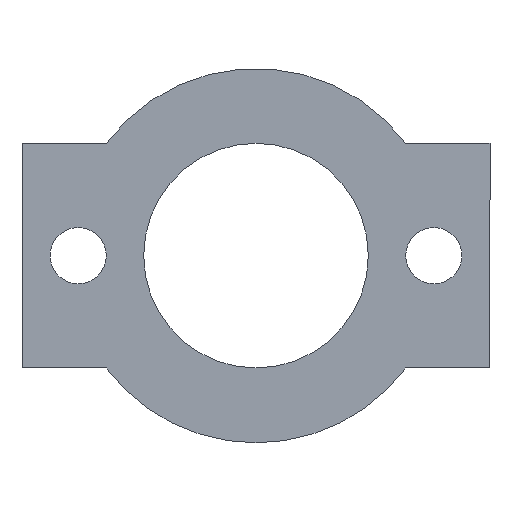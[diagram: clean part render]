
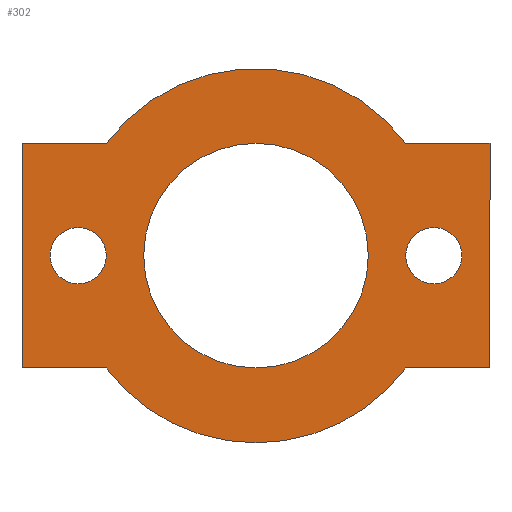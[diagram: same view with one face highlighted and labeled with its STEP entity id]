
A CAD part, front view. The second image highlights one B-rep face of the part: STEP entity #302.
In plain terms, the highlighted planar face has unit normal (0, -1, 0).
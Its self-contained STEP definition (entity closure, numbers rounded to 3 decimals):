
#6 = VECTOR ( 'NONE', #137, 1000. ) ;
#7 = EDGE_CURVE ( 'NONE', #343, #145, #291, .T. ) ;
#13 = AXIS2_PLACEMENT_3D ( 'NONE', #39, #213, #586 ) ;
#24 = ORIENTED_EDGE ( 'NONE', *, *, #242, .T. ) ;
#30 = CARTESIAN_POINT ( 'NONE',  ( 9.5, 0., 1.5 ) ) ;
#32 = AXIS2_PLACEMENT_3D ( 'NONE', #431, #341, #211 ) ;
#37 = ORIENTED_EDGE ( 'NONE', *, *, #180, .F. ) ;
#39 = CARTESIAN_POINT ( 'NONE',  ( 9.5, 0., 0. ) ) ;
#46 = CARTESIAN_POINT ( 'NONE',  ( 8., 0., 6. ) ) ;
#48 = EDGE_CURVE ( 'NONE', #63, #98, #152, .T. ) ;
#49 = DIRECTION ( 'NONE',  ( 0., 0., 1. ) ) ;
#57 = CARTESIAN_POINT ( 'NONE',  ( 12.5, 0., -6. ) ) ;
#63 = VERTEX_POINT ( 'NONE', #435 ) ;
#66 = CARTESIAN_POINT ( 'NONE',  ( -9.5, 0., 1.5 ) ) ;
#67 = EDGE_CURVE ( 'NONE', #265, #344, #112, .T. ) ;
#72 = CIRCLE ( 'NONE', #244, 6. ) ;
#75 = LINE ( 'NONE', #221, #317 ) ;
#77 = ORIENTED_EDGE ( 'NONE', *, *, #373, .F. ) ;
#78 = CARTESIAN_POINT ( 'NONE',  ( 0., 0., 0. ) ) ;
#83 = AXIS2_PLACEMENT_3D ( 'NONE', #78, #305, #119 ) ;
#88 = DIRECTION ( 'NONE',  ( 0., 0., 1. ) ) ;
#89 = ORIENTED_EDGE ( 'NONE', *, *, #7, .F. ) ;
#91 = ORIENTED_EDGE ( 'NONE', *, *, #187, .T. ) ;
#92 = AXIS2_PLACEMENT_3D ( 'NONE', #541, #365, #88 ) ;
#96 = ORIENTED_EDGE ( 'NONE', *, *, #498, .F. ) ;
#98 = VERTEX_POINT ( 'NONE', #30 ) ;
#104 = CARTESIAN_POINT ( 'NONE',  ( -12.5, 0., -6. ) ) ;
#110 = DIRECTION ( 'NONE',  ( 1., 0., 0. ) ) ;
#112 = CIRCLE ( 'NONE', #83, 6. ) ;
#113 = DIRECTION ( 'NONE',  ( 0., 0., 1. ) ) ;
#119 = DIRECTION ( 'NONE',  ( 0., 0., 1. ) ) ;
#120 = DIRECTION ( 'NONE',  ( 0., 1., 0. ) ) ;
#132 = CIRCLE ( 'NONE', #378, 1.5 ) ;
#137 = DIRECTION ( 'NONE',  ( -1., 0., 0. ) ) ;
#141 = DIRECTION ( 'NONE',  ( 0., 1., 0. ) ) ;
#144 = ORIENTED_EDGE ( 'NONE', *, *, #585, .F. ) ;
#145 = VERTEX_POINT ( 'NONE', #46 ) ;
#148 = DIRECTION ( 'NONE',  ( 0., 0., 1. ) ) ;
#152 = CIRCLE ( 'NONE', #13, 1.5 ) ;
#154 = ORIENTED_EDGE ( 'NONE', *, *, #359, .F. ) ;
#158 = DIRECTION ( 'NONE',  ( 1., 0., 0. ) ) ;
#159 = LINE ( 'NONE', #57, #284 ) ;
#164 = EDGE_LOOP ( 'NONE', ( #465, #200 ) ) ;
#174 = EDGE_LOOP ( 'NONE', ( #375, #323 ) ) ;
#180 = EDGE_CURVE ( 'NONE', #235, #402, #75, .T. ) ;
#184 = CIRCLE ( 'NONE', #333, 1.5 ) ;
#185 = CARTESIAN_POINT ( 'NONE',  ( -12.5, 0., 6. ) ) ;
#187 = EDGE_CURVE ( 'NONE', #565, #198, #307, .T. ) ;
#191 = EDGE_LOOP ( 'NONE', ( #24, #91 ) ) ;
#196 = FACE_BOUND ( 'NONE', #191, .T. ) ;
#198 = VERTEX_POINT ( 'NONE', #500 ) ;
#199 = CARTESIAN_POINT ( 'NONE',  ( 0., 0., -10. ) ) ;
#200 = ORIENTED_EDGE ( 'NONE', *, *, #274, .T. ) ;
#203 = VECTOR ( 'NONE', #158, 1000. ) ;
#211 = DIRECTION ( 'NONE',  ( 0., 0., 1. ) ) ;
#213 = DIRECTION ( 'NONE',  ( 0., 1., 0. ) ) ;
#219 = CARTESIAN_POINT ( 'NONE',  ( -8., 0., -6. ) ) ;
#221 = CARTESIAN_POINT ( 'NONE',  ( -12.5, 0., -6. ) ) ;
#230 = CARTESIAN_POINT ( 'NONE',  ( 9.5, 0., 0. ) ) ;
#235 = VERTEX_POINT ( 'NONE', #219 ) ;
#242 = EDGE_CURVE ( 'NONE', #198, #565, #132, .T. ) ;
#243 = CARTESIAN_POINT ( 'NONE',  ( 12.5, 0., 6. ) ) ;
#244 = AXIS2_PLACEMENT_3D ( 'NONE', #428, #574, #113 ) ;
#249 = DIRECTION ( 'NONE',  ( 0., 0., 1. ) ) ;
#257 = DIRECTION ( 'NONE',  ( 0., 1., 0. ) ) ;
#259 = VERTEX_POINT ( 'NONE', #464 ) ;
#265 = VERTEX_POINT ( 'NONE', #275 ) ;
#274 = EDGE_CURVE ( 'NONE', #98, #63, #184, .T. ) ;
#275 = CARTESIAN_POINT ( 'NONE',  ( 0., 0., 6. ) ) ;
#279 = PLANE ( 'NONE',  #300 ) ;
#283 = DIRECTION ( 'NONE',  ( 0., 1., 0. ) ) ;
#284 = VECTOR ( 'NONE', #335, 1000. ) ;
#285 = CARTESIAN_POINT ( 'NONE',  ( 8., 0., -6. ) ) ;
#291 = CIRCLE ( 'NONE', #312, 10. ) ;
#300 = AXIS2_PLACEMENT_3D ( 'NONE', #328, #557, #148 ) ;
#302 = ADVANCED_FACE ( 'NONE', ( #196, #570, #470, #414 ), #279, .F. ) ;
#305 = DIRECTION ( 'NONE',  ( 0., 1., 0. ) ) ;
#307 = CIRCLE ( 'NONE', #92, 1.5 ) ;
#311 = ORIENTED_EDGE ( 'NONE', *, *, #553, .F. ) ;
#312 = AXIS2_PLACEMENT_3D ( 'NONE', #346, #257, #576 ) ;
#317 = VECTOR ( 'NONE', #450, 1000. ) ;
#323 = ORIENTED_EDGE ( 'NONE', *, *, #67, .T. ) ;
#328 = CARTESIAN_POINT ( 'NONE',  ( 0., 0., 0. ) ) ;
#333 = AXIS2_PLACEMENT_3D ( 'NONE', #230, #283, #551 ) ;
#334 = EDGE_CURVE ( 'NONE', #432, #591, #429, .T. ) ;
#335 = DIRECTION ( 'NONE',  ( 0., 0., -1. ) ) ;
#337 = CARTESIAN_POINT ( 'NONE',  ( 12.5, 0., -6. ) ) ;
#341 = DIRECTION ( 'NONE',  ( 0., 1., 0. ) ) ;
#343 = VERTEX_POINT ( 'NONE', #509 ) ;
#344 = VERTEX_POINT ( 'NONE', #412 ) ;
#346 = CARTESIAN_POINT ( 'NONE',  ( 0., 0., 0. ) ) ;
#348 = DIRECTION ( 'NONE',  ( 0., 0., 1. ) ) ;
#359 = EDGE_CURVE ( 'NONE', #259, #343, #533, .T. ) ;
#365 = DIRECTION ( 'NONE',  ( 0., 1., 0. ) ) ;
#370 = CARTESIAN_POINT ( 'NONE',  ( -9.5, 0., 0. ) ) ;
#373 = EDGE_CURVE ( 'NONE', #411, #432, #159, .T. ) ;
#375 = ORIENTED_EDGE ( 'NONE', *, *, #580, .T. ) ;
#378 = AXIS2_PLACEMENT_3D ( 'NONE', #370, #141, #49 ) ;
#385 = CARTESIAN_POINT ( 'NONE',  ( 8., 0., 6. ) ) ;
#402 = VERTEX_POINT ( 'NONE', #104 ) ;
#411 = VERTEX_POINT ( 'NONE', #243 ) ;
#412 = CARTESIAN_POINT ( 'NONE',  ( 0., 0., -6. ) ) ;
#414 = FACE_BOUND ( 'NONE', #164, .T. ) ;
#419 = CARTESIAN_POINT ( 'NONE',  ( -12.5, 0., -6. ) ) ;
#426 = CIRCLE ( 'NONE', #32, 10. ) ;
#428 = CARTESIAN_POINT ( 'NONE',  ( 0., 0., 0. ) ) ;
#429 = LINE ( 'NONE', #285, #6 ) ;
#431 = CARTESIAN_POINT ( 'NONE',  ( 0., 0., 0. ) ) ;
#432 = VERTEX_POINT ( 'NONE', #337 ) ;
#433 = ORIENTED_EDGE ( 'NONE', *, *, #514, .F. ) ;
#435 = CARTESIAN_POINT ( 'NONE',  ( 9.5, 0., -1.5 ) ) ;
#440 = AXIS2_PLACEMENT_3D ( 'NONE', #522, #120, #249 ) ;
#444 = LINE ( 'NONE', #385, #573 ) ;
#449 = VERTEX_POINT ( 'NONE', #199 ) ;
#450 = DIRECTION ( 'NONE',  ( -1., 0., 0. ) ) ;
#451 = CIRCLE ( 'NONE', #440, 10. ) ;
#464 = CARTESIAN_POINT ( 'NONE',  ( -12.5, 0., 6. ) ) ;
#465 = ORIENTED_EDGE ( 'NONE', *, *, #48, .T. ) ;
#470 = FACE_BOUND ( 'NONE', #174, .T. ) ;
#471 = ORIENTED_EDGE ( 'NONE', *, *, #334, .F. ) ;
#472 = EDGE_LOOP ( 'NONE', ( #77, #144, #89, #154, #433, #37, #311, #96, #471 ) ) ;
#481 = CARTESIAN_POINT ( 'NONE',  ( 8., 0., -6. ) ) ;
#498 = EDGE_CURVE ( 'NONE', #591, #449, #451, .T. ) ;
#500 = CARTESIAN_POINT ( 'NONE',  ( -9.5, 0., -1.5 ) ) ;
#509 = CARTESIAN_POINT ( 'NONE',  ( -8., 0., 6. ) ) ;
#514 = EDGE_CURVE ( 'NONE', #402, #259, #540, .T. ) ;
#522 = CARTESIAN_POINT ( 'NONE',  ( 0., 0., 0. ) ) ;
#533 = LINE ( 'NONE', #185, #203 ) ;
#540 = LINE ( 'NONE', #419, #552 ) ;
#541 = CARTESIAN_POINT ( 'NONE',  ( -9.5, 0., 0. ) ) ;
#551 = DIRECTION ( 'NONE',  ( 0., 0., 1. ) ) ;
#552 = VECTOR ( 'NONE', #348, 1000. ) ;
#553 = EDGE_CURVE ( 'NONE', #449, #235, #426, .T. ) ;
#557 = DIRECTION ( 'NONE',  ( 0., 1., 0. ) ) ;
#565 = VERTEX_POINT ( 'NONE', #66 ) ;
#570 = FACE_OUTER_BOUND ( 'NONE', #472, .T. ) ;
#573 = VECTOR ( 'NONE', #110, 1000. ) ;
#574 = DIRECTION ( 'NONE',  ( 0., 1., 0. ) ) ;
#576 = DIRECTION ( 'NONE',  ( 0., 0., 1. ) ) ;
#580 = EDGE_CURVE ( 'NONE', #344, #265, #72, .T. ) ;
#585 = EDGE_CURVE ( 'NONE', #145, #411, #444, .T. ) ;
#586 = DIRECTION ( 'NONE',  ( 0., 0., 1. ) ) ;
#591 = VERTEX_POINT ( 'NONE', #481 ) ;
